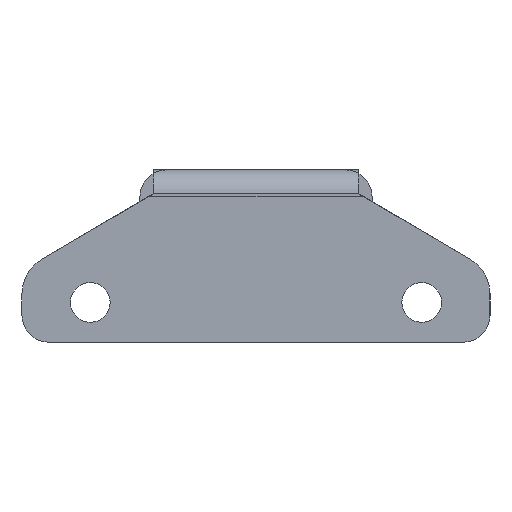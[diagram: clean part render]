
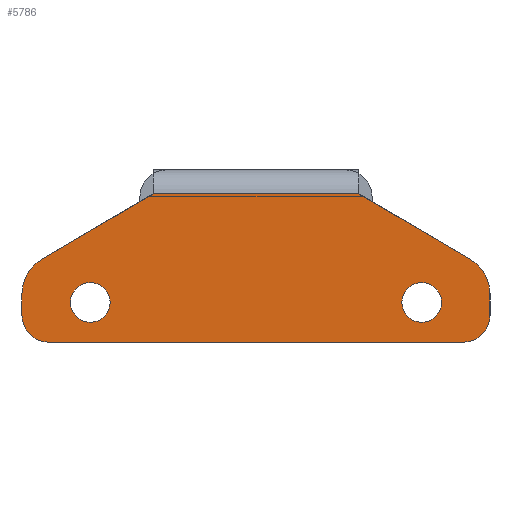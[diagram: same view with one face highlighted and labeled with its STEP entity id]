
A CAD part, left-side view. The second image highlights one B-rep face of the part: STEP entity #5786.
In plain terms, the highlighted planar face has unit normal (-1, 0, 0).
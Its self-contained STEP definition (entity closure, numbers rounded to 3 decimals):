
#256 = ORIENTED_EDGE ( 'NONE', *, *, #1868, .F. ) ;
#270 = CARTESIAN_POINT ( 'NONE',  ( -349.5, 17.5, -26. ) ) ;
#310 = DIRECTION ( 'NONE',  ( 1., 0., 0. ) ) ;
#318 = VECTOR ( 'NONE', #3069, 1000. ) ;
#339 = CARTESIAN_POINT ( 'NONE',  ( -349.5, -15.5, -3.6 ) ) ;
#341 = DIRECTION ( 'NONE',  ( 0., 0., 1. ) ) ;
#357 = CARTESIAN_POINT ( 'NONE',  ( -349.5, 31.3, -26. ) ) ;
#368 = DIRECTION ( 'NONE',  ( 0., 0., 1. ) ) ;
#385 = VECTOR ( 'NONE', #3046, 1000. ) ;
#498 = CIRCLE ( 'NONE', #2676, 4. ) ;
#569 = CIRCLE ( 'NONE', #766, 3. ) ;
#633 = ORIENTED_EDGE ( 'NONE', *, *, #2411, .T. ) ;
#635 = DIRECTION ( 'NONE',  ( -1., 0., 0. ) ) ;
#671 = DIRECTION ( 'NONE',  ( 0., 1., 0. ) ) ;
#678 = CARTESIAN_POINT ( 'NONE',  ( -349.5, -31.3, -22. ) ) ;
#691 = FACE_BOUND ( 'NONE', #1150, .T. ) ;
#700 = CARTESIAN_POINT ( 'NONE',  ( -349.5, -25., -17. ) ) ;
#766 = AXIS2_PLACEMENT_3D ( 'NONE', #5991, #1758, #368 ) ;
#785 = CARTESIAN_POINT ( 'NONE',  ( -349.5, 35.3, -22. ) ) ;
#897 = VERTEX_POINT ( 'NONE', #700 ) ;
#915 = VERTEX_POINT ( 'NONE', #1042 ) ;
#950 = EDGE_CURVE ( 'NONE', #915, #2087, #4997, .T. ) ;
#988 = AXIS2_PLACEMENT_3D ( 'NONE', #5424, #1189, #4611 ) ;
#1006 = CIRCLE ( 'NONE', #3096, 4. ) ;
#1042 = CARTESIAN_POINT ( 'NONE',  ( -349.5, -31.3, -26. ) ) ;
#1122 = ORIENTED_EDGE ( 'NONE', *, *, #4779, .T. ) ;
#1130 = ORIENTED_EDGE ( 'NONE', *, *, #1336, .T. ) ;
#1133 = CARTESIAN_POINT ( 'NONE',  ( -349.5, -35.3, -3.6 ) ) ;
#1150 = EDGE_LOOP ( 'NONE', ( #1832, #3266 ) ) ;
#1189 = DIRECTION ( 'NONE',  ( -1., 0., 0. ) ) ;
#1199 = AXIS2_PLACEMENT_3D ( 'NONE', #5310, #635, #4328 ) ;
#1217 = DIRECTION ( 'NONE',  ( 0., 0., 1. ) ) ;
#1336 = EDGE_CURVE ( 'NONE', #5354, #1359, #2251, .T. ) ;
#1359 = VERTEX_POINT ( 'NONE', #4469 ) ;
#1383 = EDGE_CURVE ( 'NONE', #1979, #897, #1842, .T. ) ;
#1438 = DIRECTION ( 'NONE',  ( 0., 0., 1. ) ) ;
#1541 = DIRECTION ( 'NONE',  ( 0., 0., 1. ) ) ;
#1547 = CARTESIAN_POINT ( 'NONE',  ( -349.5, 35.3, -26. ) ) ;
#1758 = DIRECTION ( 'NONE',  ( -1., 0., 0. ) ) ;
#1788 = LINE ( 'NONE', #5095, #4534 ) ;
#1832 = ORIENTED_EDGE ( 'NONE', *, *, #5678, .T. ) ;
#1842 = CIRCLE ( 'NONE', #2638, 3. ) ;
#1868 = EDGE_CURVE ( 'NONE', #2333, #2168, #569, .T. ) ;
#1910 = EDGE_LOOP ( 'NONE', ( #5185, #256 ) ) ;
#1962 = VERTEX_POINT ( 'NONE', #4055 ) ;
#1979 = VERTEX_POINT ( 'NONE', #5826 ) ;
#2030 = FACE_OUTER_BOUND ( 'NONE', #3832, .T. ) ;
#2037 = ORIENTED_EDGE ( 'NONE', *, *, #4445, .T. ) ;
#2087 = VERTEX_POINT ( 'NONE', #357 ) ;
#2090 = CARTESIAN_POINT ( 'NONE',  ( -349.5, -29.3, -18.692 ) ) ;
#2113 = DIRECTION ( 'NONE',  ( -1., 0., 0. ) ) ;
#2119 = VERTEX_POINT ( 'NONE', #785 ) ;
#2168 = VERTEX_POINT ( 'NONE', #5455 ) ;
#2183 = CARTESIAN_POINT ( 'NONE',  ( -349.5, -35.3, -18.692 ) ) ;
#2251 = CIRCLE ( 'NONE', #3645, 6. ) ;
#2292 = CIRCLE ( 'NONE', #1199, 6. ) ;
#2321 = DIRECTION ( 'NONE',  ( 0., 0., 1. ) ) ;
#2333 = VERTEX_POINT ( 'NONE', #3920 ) ;
#2411 = EDGE_CURVE ( 'NONE', #3911, #2119, #4012, .T. ) ;
#2481 = ORIENTED_EDGE ( 'NONE', *, *, #5753, .T. ) ;
#2571 = VECTOR ( 'NONE', #4960, 1000. ) ;
#2638 = AXIS2_PLACEMENT_3D ( 'NONE', #3650, #5976, #1217 ) ;
#2676 = AXIS2_PLACEMENT_3D ( 'NONE', #678, #2113, #1541 ) ;
#2698 = ORIENTED_EDGE ( 'NONE', *, *, #5262, .F. ) ;
#2776 = AXIS2_PLACEMENT_3D ( 'NONE', #4508, #310, #341 ) ;
#2793 = CARTESIAN_POINT ( 'NONE',  ( -349.5, 35.3, -18.692 ) ) ;
#2975 = EDGE_CURVE ( 'NONE', #1962, #5354, #1788, .T. ) ;
#3022 = CARTESIAN_POINT ( 'NONE',  ( -349.5, 0., 0. ) ) ;
#3046 = DIRECTION ( 'NONE',  ( 0., 0., -1. ) ) ;
#3069 = DIRECTION ( 'NONE',  ( 0., 0.862, -0.508 ) ) ;
#3090 = PLANE ( 'NONE',  #4848 ) ;
#3096 = AXIS2_PLACEMENT_3D ( 'NONE', #3817, #5677, #1438 ) ;
#3266 = ORIENTED_EDGE ( 'NONE', *, *, #1383, .T. ) ;
#3330 = VERTEX_POINT ( 'NONE', #339 ) ;
#3482 = VECTOR ( 'NONE', #671, 1000. ) ;
#3559 = CARTESIAN_POINT ( 'NONE',  ( -349.5, 15.5, -3.6 ) ) ;
#3617 = LINE ( 'NONE', #5478, #2571 ) ;
#3645 = AXIS2_PLACEMENT_3D ( 'NONE', #2090, #5384, #4317 ) ;
#3650 = CARTESIAN_POINT ( 'NONE',  ( -349.5, -25., -20. ) ) ;
#3817 = CARTESIAN_POINT ( 'NONE',  ( -349.5, 31.3, -22. ) ) ;
#3832 = EDGE_LOOP ( 'NONE', ( #5655, #1130, #2698, #5685, #2481, #2037, #633, #1122, #5072, #4983 ) ) ;
#3856 = EDGE_CURVE ( 'NONE', #2168, #2333, #5532, .T. ) ;
#3911 = VERTEX_POINT ( 'NONE', #2793 ) ;
#3920 = CARTESIAN_POINT ( 'NONE',  ( -349.5, 25., -23. ) ) ;
#4012 = LINE ( 'NONE', #1547, #385 ) ;
#4017 = DIRECTION ( 'NONE',  ( -1., 0., 0. ) ) ;
#4027 = LINE ( 'NONE', #5526, #318 ) ;
#4055 = CARTESIAN_POINT ( 'NONE',  ( -349.5, -35.3, -22. ) ) ;
#4138 = EDGE_CURVE ( 'NONE', #915, #1962, #498, .T. ) ;
#4317 = DIRECTION ( 'NONE',  ( 0., 0., 1. ) ) ;
#4328 = DIRECTION ( 'NONE',  ( 0., 0., 1. ) ) ;
#4414 = LINE ( 'NONE', #1133, #3482 ) ;
#4445 = EDGE_CURVE ( 'NONE', #5111, #3911, #2292, .T. ) ;
#4469 = CARTESIAN_POINT ( 'NONE',  ( -349.5, -32.345, -13.523 ) ) ;
#4508 = CARTESIAN_POINT ( 'NONE',  ( -349.5, -25., -20. ) ) ;
#4525 = VECTOR ( 'NONE', #4570, 1000. ) ;
#4534 = VECTOR ( 'NONE', #2321, 1000. ) ;
#4570 = DIRECTION ( 'NONE',  ( 0., 1., 0. ) ) ;
#4594 = CARTESIAN_POINT ( 'NONE',  ( -349.5, 32.345, -13.523 ) ) ;
#4611 = DIRECTION ( 'NONE',  ( 0., 0., 1. ) ) ;
#4650 = CIRCLE ( 'NONE', #2776, 3. ) ;
#4779 = EDGE_CURVE ( 'NONE', #2119, #2087, #1006, .T. ) ;
#4848 = AXIS2_PLACEMENT_3D ( 'NONE', #3022, #4017, #5854 ) ;
#4960 = DIRECTION ( 'NONE',  ( 0., -0.862, -0.508 ) ) ;
#4983 = ORIENTED_EDGE ( 'NONE', *, *, #4138, .T. ) ;
#4997 = LINE ( 'NONE', #270, #4525 ) ;
#5015 = VERTEX_POINT ( 'NONE', #3559 ) ;
#5072 = ORIENTED_EDGE ( 'NONE', *, *, #950, .F. ) ;
#5095 = CARTESIAN_POINT ( 'NONE',  ( -349.5, -35.3, -26. ) ) ;
#5111 = VERTEX_POINT ( 'NONE', #4594 ) ;
#5185 = ORIENTED_EDGE ( 'NONE', *, *, #3856, .F. ) ;
#5262 = EDGE_CURVE ( 'NONE', #3330, #1359, #3617, .T. ) ;
#5295 = FACE_BOUND ( 'NONE', #1910, .T. ) ;
#5310 = CARTESIAN_POINT ( 'NONE',  ( -349.5, 29.3, -18.692 ) ) ;
#5354 = VERTEX_POINT ( 'NONE', #2183 ) ;
#5384 = DIRECTION ( 'NONE',  ( -1., 0., 0. ) ) ;
#5424 = CARTESIAN_POINT ( 'NONE',  ( -349.5, 25., -20. ) ) ;
#5455 = CARTESIAN_POINT ( 'NONE',  ( -349.5, 25., -17. ) ) ;
#5478 = CARTESIAN_POINT ( 'NONE',  ( -349.5, -2.418, 4.106 ) ) ;
#5526 = CARTESIAN_POINT ( 'NONE',  ( -349.5, 2.418, 4.106 ) ) ;
#5532 = CIRCLE ( 'NONE', #988, 3. ) ;
#5649 = EDGE_CURVE ( 'NONE', #3330, #5015, #4414, .T. ) ;
#5655 = ORIENTED_EDGE ( 'NONE', *, *, #2975, .T. ) ;
#5677 = DIRECTION ( 'NONE',  ( -1., 0., 0. ) ) ;
#5678 = EDGE_CURVE ( 'NONE', #897, #1979, #4650, .T. ) ;
#5685 = ORIENTED_EDGE ( 'NONE', *, *, #5649, .T. ) ;
#5753 = EDGE_CURVE ( 'NONE', #5015, #5111, #4027, .T. ) ;
#5786 = ADVANCED_FACE ( 'NONE', ( #691, #2030, #5295 ), #3090, .T. ) ;
#5826 = CARTESIAN_POINT ( 'NONE',  ( -349.5, -25., -23. ) ) ;
#5854 = DIRECTION ( 'NONE',  ( 0., 0., 1. ) ) ;
#5976 = DIRECTION ( 'NONE',  ( 1., 0., 0. ) ) ;
#5991 = CARTESIAN_POINT ( 'NONE',  ( -349.5, 25., -20. ) ) ;
